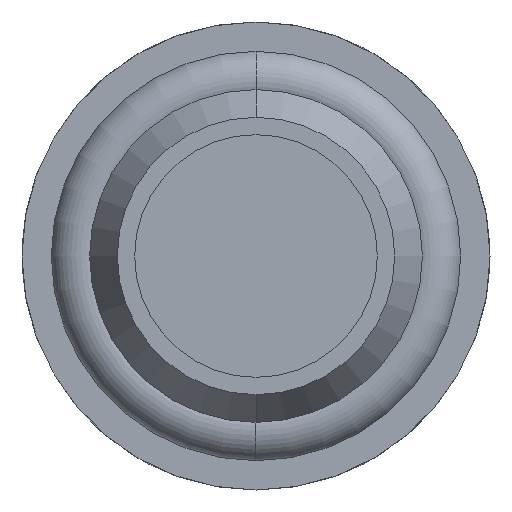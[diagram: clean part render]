
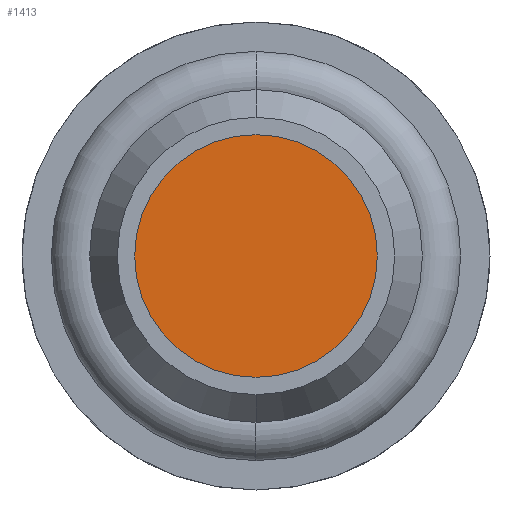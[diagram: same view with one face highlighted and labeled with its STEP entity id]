
A CAD part, front view. The second image highlights one B-rep face of the part: STEP entity #1413.
In plain terms, the highlighted planar face has unit normal (0, -1, 0).
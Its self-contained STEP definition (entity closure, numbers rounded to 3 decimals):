
#702 = PLANE ( 'NONE',  #801 ) ;
#741 = DIRECTION ( 'NONE',  ( 0., 0., -1. ) ) ;
#742 = DIRECTION ( 'NONE',  ( 0., -1., 0. ) ) ;
#743 = CARTESIAN_POINT ( 'NONE',  ( 0., 3.4, 0. ) ) ;
#744 = AXIS2_PLACEMENT_3D ( 'NONE', #743, #742, #741 ) ;
#755 = CARTESIAN_POINT ( 'NONE',  ( 0., 3.4, 0. ) ) ;
#776 = DIRECTION ( 'NONE',  ( 0., 0., 1. ) ) ;
#777 = DIRECTION ( 'NONE',  ( 0., 1., 0. ) ) ;
#789 = FACE_OUTER_BOUND ( 'NONE', #1409, .T. ) ;
#795 = CIRCLE ( 'NONE', #744, 3.5 ) ;
#801 = AXIS2_PLACEMENT_3D ( 'NONE', #755, #777, #776 ) ;
#857 = DIRECTION ( 'NONE',  ( 0., 0., -1. ) ) ;
#858 = DIRECTION ( 'NONE',  ( 0., -1., 0. ) ) ;
#859 = CARTESIAN_POINT ( 'NONE',  ( 0., 3.4, 0. ) ) ;
#860 = AXIS2_PLACEMENT_3D ( 'NONE', #859, #858, #857 ) ;
#861 = CIRCLE ( 'NONE', #860, 3.5 ) ;
#926 = CARTESIAN_POINT ( 'NONE',  ( 0., 3.4, 3.5 ) ) ;
#927 = CARTESIAN_POINT ( 'NONE',  ( 0., 3.4, -3.5 ) ) ;
#1409 = EDGE_LOOP ( 'NONE', ( #1420, #1418 ) ) ;
#1413 = ADVANCED_FACE ( 'NONE', ( #789 ), #702, .F. ) ;
#1417 = EDGE_CURVE ( 'NONE', #1516, #1517, #795, .T. ) ;
#1418 = ORIENTED_EDGE ( 'NONE', *, *, #1521, .T. ) ;
#1420 = ORIENTED_EDGE ( 'NONE', *, *, #1417, .T. ) ;
#1516 = VERTEX_POINT ( 'NONE', #927 ) ;
#1517 = VERTEX_POINT ( 'NONE', #926 ) ;
#1521 = EDGE_CURVE ( 'NONE', #1517, #1516, #861, .T. ) ;
